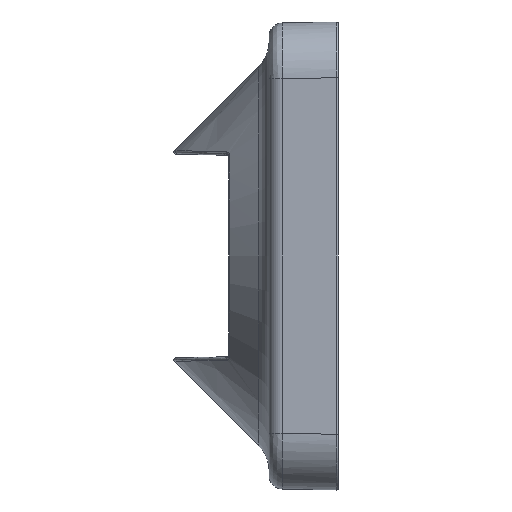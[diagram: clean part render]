
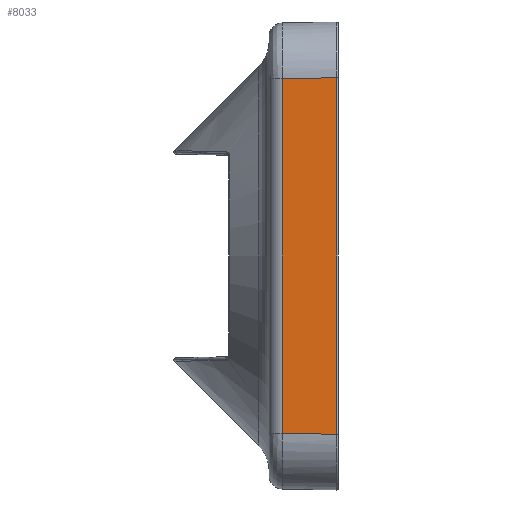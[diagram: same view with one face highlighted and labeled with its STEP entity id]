
A CAD part, left-side view. The second image highlights one B-rep face of the part: STEP entity #8033.
In plain terms, the highlighted planar face has unit normal (-1, 0.018, 0).
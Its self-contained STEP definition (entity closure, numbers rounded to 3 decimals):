
#77 = CARTESIAN_POINT ( 'NONE',  ( -52.482, -4.695, -52.4 ) ) ;
#964 = EDGE_CURVE ( 'NONE', #4384, #6716, #10933, .T. ) ;
#1498 = DIRECTION ( 'NONE',  ( -0.017, -1., -0.017 ) ) ;
#1720 = DIRECTION ( 'NONE',  ( -0.017, -1., 0. ) ) ;
#2018 = CARTESIAN_POINT ( 'NONE',  ( -52.372, 1.61, 39.874 ) ) ;
#2301 = AXIS2_PLACEMENT_3D ( 'NONE', #20902, #19101, #1720 ) ;
#3063 = CARTESIAN_POINT ( 'NONE',  ( -52.268, 7.552, -39.719 ) ) ;
#3606 = CARTESIAN_POINT ( 'NONE',  ( -52.482, -4.695, -39.984 ) ) ;
#3852 = VERTEX_POINT ( 'NONE', #11561 ) ;
#3862 = EDGE_LOOP ( 'NONE', ( #13402, #22093, #5957, #3951 ) ) ;
#3951 = ORIENTED_EDGE ( 'NONE', *, *, #9695, .T. ) ;
#4384 = VERTEX_POINT ( 'NONE', #8244 ) ;
#5957 = ORIENTED_EDGE ( 'NONE', *, *, #964, .T. ) ;
#6225 = EDGE_CURVE ( 'NONE', #9839, #4384, #7542, .T. ) ;
#6716 = VERTEX_POINT ( 'NONE', #12406 ) ;
#7205 = LINE ( 'NONE', #3063, #11286 ) ;
#7542 = LINE ( 'NONE', #77, #20927 ) ;
#8033 = ADVANCED_FACE ( 'NONE', ( #19196 ), #12174, .T. ) ;
#8244 = CARTESIAN_POINT ( 'NONE',  ( -52.482, -4.695, 39.984 ) ) ;
#8324 = LINE ( 'NONE', #22431, #12407 ) ;
#9695 = EDGE_CURVE ( 'NONE', #6716, #3852, #7205, .T. ) ;
#9839 = VERTEX_POINT ( 'NONE', #3606 ) ;
#10933 = LINE ( 'NONE', #2018, #20794 ) ;
#11286 = VECTOR ( 'NONE', #20577, 1000. ) ;
#11561 = CARTESIAN_POINT ( 'NONE',  ( -52.268, 7.552, -39.77 ) ) ;
#12174 = PLANE ( 'NONE',  #2301 ) ;
#12406 = CARTESIAN_POINT ( 'NONE',  ( -52.268, 7.552, 39.77 ) ) ;
#12407 = VECTOR ( 'NONE', #1498, 1000. ) ;
#12616 = EDGE_CURVE ( 'NONE', #3852, #9839, #8324, .T. ) ;
#13402 = ORIENTED_EDGE ( 'NONE', *, *, #12616, .T. ) ;
#17849 = DIRECTION ( 'NONE',  ( 0.017, 1., -0.017 ) ) ;
#19101 = DIRECTION ( 'NONE',  ( -1., 0.017, 0. ) ) ;
#19196 = FACE_OUTER_BOUND ( 'NONE', #3862, .T. ) ;
#20577 = DIRECTION ( 'NONE',  ( 0., 0., -1. ) ) ;
#20794 = VECTOR ( 'NONE', #17849, 1000. ) ;
#20902 = CARTESIAN_POINT ( 'NONE',  ( -52.4, 0., -52.4 ) ) ;
#20927 = VECTOR ( 'NONE', #21009, 1000. ) ;
#21009 = DIRECTION ( 'NONE',  ( 0., 0., 1. ) ) ;
#22093 = ORIENTED_EDGE ( 'NONE', *, *, #6225, .T. ) ;
#22431 = CARTESIAN_POINT ( 'NONE',  ( -52.404, -0.218, -39.906 ) ) ;
